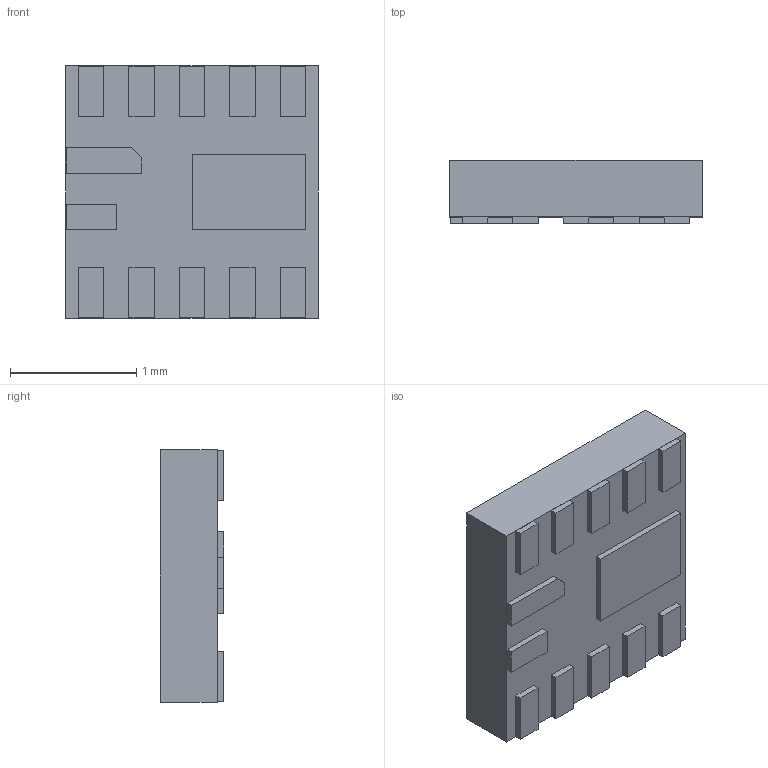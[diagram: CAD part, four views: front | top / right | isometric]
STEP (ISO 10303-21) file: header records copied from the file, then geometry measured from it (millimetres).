
FILE_DESCRIPTION (( 'STEP AP214' ), '1' );
FILE_NAME ('User Library-NCP5623C.STEP', '2017-06-13T07:53:50', ( 'Windows User' ), ( '' ), 'SwSTEP 2.0', 'SolidWorks 2017', '' );
FILE_SCHEMA (( 'AUTOMOTIVE_DESIGN' ));
Length unit declared in the file: millimetre
Products named in the file (1): User Library-NCP5623C
Bounding box: 2 x 0.5 x 2 mm (x, y, z)
Volume: 1.9 mm3; surface area: 12.5 mm2
Topology: 1 solids, 1 shells, 75 faces, 177 edges, 118 vertices
Faces by surface type: plane 73, cone 2
Entity records: 2248 total; most frequent: CARTESIAN_POINT 371, ORIENTED_EDGE 354, DIRECTION 333, EDGE_CURVE 177, LINE 173, VECTOR 173, VERTEX_POINT 118, EDGE_LOOP 89
